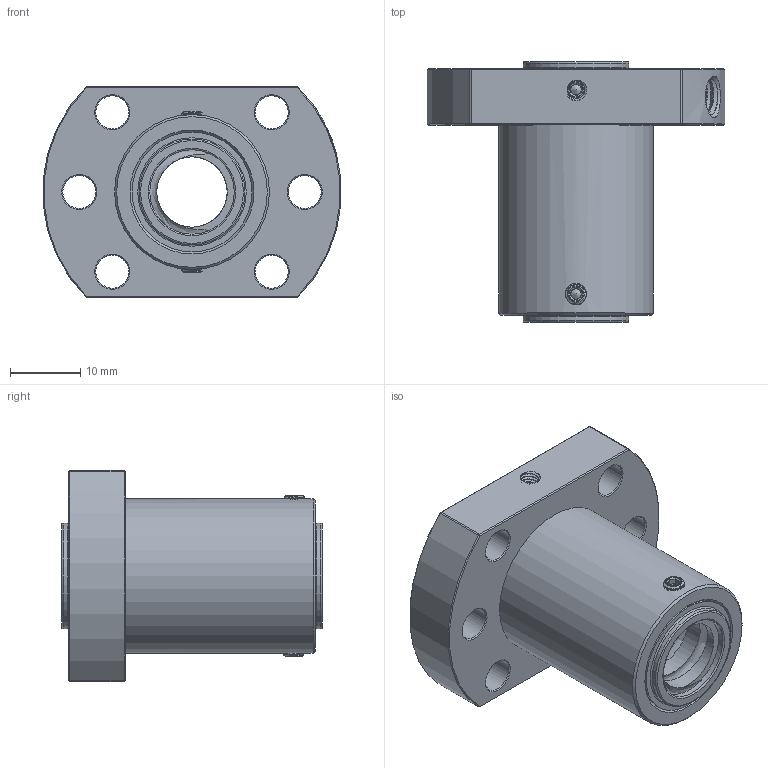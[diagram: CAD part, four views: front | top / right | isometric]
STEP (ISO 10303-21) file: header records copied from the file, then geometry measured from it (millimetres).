
FILE_DESCRIPTION(/* description */ (''),/* implementation_level */ '2;1');
FILE_NAME(/* name */ 'SFU1204 Nut v1.step',/* time_stamp */ '2018-12-15T21:12:08+01:00',/* author */ ('joepluess'),/* organization */ (''),/* preprocessor_version */ 'ST-DEVELOPER v17.2',/* originating_system */ 'Autodesk Translation Framework v7.6.0.251',/* authorisation */ '');
FILE_SCHEMA (('AUTOMOTIVE_DESIGN { 1 0 10303 214 3 1 1 }'));
Length unit declared in the file: millimetre
Products named in the file (2): SFU1204 Nut; 92029A100
Assembly tree (4 placements, depth 2):
  SFU1204 Nut
    92029A100  x4
Bounding box: 42.27 x 37 x 30 mm (x, y, z)
Volume: 14172.7 mm3; surface area: 13013.3 mm2
Topology: 6 solids, 6 shells, 343 faces, 931 edges, 599 vertices
Faces by surface type: cylinder 193, plane 71, cone 48, bspline 21, torus 10
Full cylindrical faces by diameter (mm): 2.35 x20, 2.529 x38, 3 x12, 3.086 x36, 4.7 x6, 5.035 x13, 6.147 x13, 10 x8, 12 x2, 15 x2, 17 x2, 22 x1
Entity records: 17236 total; most frequent: CARTESIAN_POINT 11526, ORIENTED_EDGE 1330, DIRECTION 938, EDGE_CURVE 665, VERTEX_POINT 428, AXIS2_PLACEMENT_3D 364, B_SPLINE_CURVE_WITH_KNOTS 310, EDGE_LOOP 277
